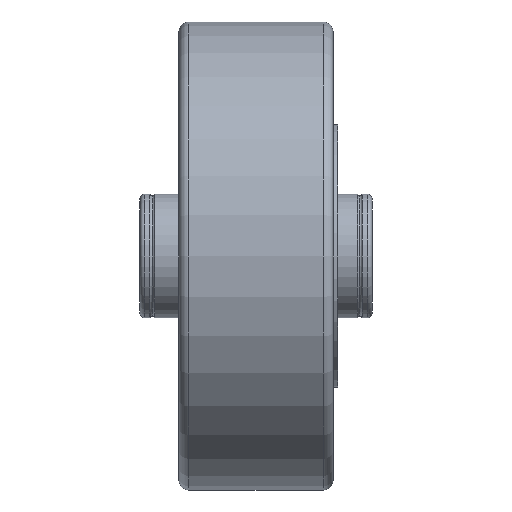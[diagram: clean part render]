
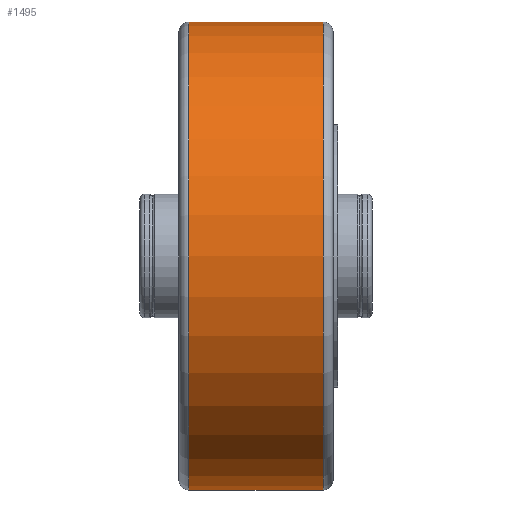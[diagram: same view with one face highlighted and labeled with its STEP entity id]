
A CAD part, front view. The second image highlights one B-rep face of the part: STEP entity #1495.
In plain terms, the highlighted cylindrical face has radius 24 mm (diameter 48 mm), a partial arc.
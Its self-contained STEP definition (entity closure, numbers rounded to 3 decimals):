
#29 = AXIS2_PLACEMENT_3D ( 'NONE', #755, #1785, #1767 ) ;
#67 = CIRCLE ( 'NONE', #29, 24. ) ;
#114 = CARTESIAN_POINT ( 'NONE',  ( -11.901, 0., -24. ) ) ;
#160 = EDGE_CURVE ( 'NONE', #891, #515, #67, .T. ) ;
#189 = FACE_OUTER_BOUND ( 'NONE', #734, .T. ) ;
#217 = VECTOR ( 'NONE', #1766, 1000. ) ;
#298 = CARTESIAN_POINT ( 'NONE',  ( 6.9, 0., 24. ) ) ;
#312 = CARTESIAN_POINT ( 'NONE',  ( -11.901, 0., 24. ) ) ;
#359 = CARTESIAN_POINT ( 'NONE',  ( -6.9, 0., 24. ) ) ;
#377 = ORIENTED_EDGE ( 'NONE', *, *, #1191, .T. ) ;
#441 = DIRECTION ( 'NONE',  ( 1., 0., 0. ) ) ;
#475 = ORIENTED_EDGE ( 'NONE', *, *, #975, .F. ) ;
#515 = VERTEX_POINT ( 'NONE', #1727 ) ;
#580 = LINE ( 'NONE', #114, #1471 ) ;
#582 = DIRECTION ( 'NONE',  ( 0., 0., -1. ) ) ;
#645 = CYLINDRICAL_SURFACE ( 'NONE', #1078, 24. ) ;
#665 = DIRECTION ( 'NONE',  ( 0., 0., -1. ) ) ;
#674 = VERTEX_POINT ( 'NONE', #359 ) ;
#734 = EDGE_LOOP ( 'NONE', ( #475, #377, #799, #1232 ) ) ;
#755 = CARTESIAN_POINT ( 'NONE',  ( 6.9, 0., 0. ) ) ;
#799 = ORIENTED_EDGE ( 'NONE', *, *, #1677, .T. ) ;
#855 = CARTESIAN_POINT ( 'NONE',  ( -11.901, 0., 0. ) ) ;
#891 = VERTEX_POINT ( 'NONE', #298 ) ;
#975 = EDGE_CURVE ( 'NONE', #674, #891, #1770, .T. ) ;
#994 = AXIS2_PLACEMENT_3D ( 'NONE', #1524, #1665, #665 ) ;
#1078 = AXIS2_PLACEMENT_3D ( 'NONE', #855, #441, #582 ) ;
#1191 = EDGE_CURVE ( 'NONE', #674, #1663, #1858, .T. ) ;
#1232 = ORIENTED_EDGE ( 'NONE', *, *, #160, .F. ) ;
#1422 = DIRECTION ( 'NONE',  ( 1., 0., 0. ) ) ;
#1471 = VECTOR ( 'NONE', #1422, 1000. ) ;
#1493 = CARTESIAN_POINT ( 'NONE',  ( -6.9, 0., -24. ) ) ;
#1495 = ADVANCED_FACE ( 'NONE', ( #189 ), #645, .T. ) ;
#1524 = CARTESIAN_POINT ( 'NONE',  ( -6.9, 0., 0. ) ) ;
#1663 = VERTEX_POINT ( 'NONE', #1493 ) ;
#1665 = DIRECTION ( 'NONE',  ( 1., 0., 0. ) ) ;
#1677 = EDGE_CURVE ( 'NONE', #1663, #515, #580, .T. ) ;
#1727 = CARTESIAN_POINT ( 'NONE',  ( 6.9, 0., -24. ) ) ;
#1766 = DIRECTION ( 'NONE',  ( 1., 0., 0. ) ) ;
#1767 = DIRECTION ( 'NONE',  ( 0., 0., -1. ) ) ;
#1770 = LINE ( 'NONE', #312, #217 ) ;
#1785 = DIRECTION ( 'NONE',  ( 1., 0., 0. ) ) ;
#1858 = CIRCLE ( 'NONE', #994, 24. ) ;
